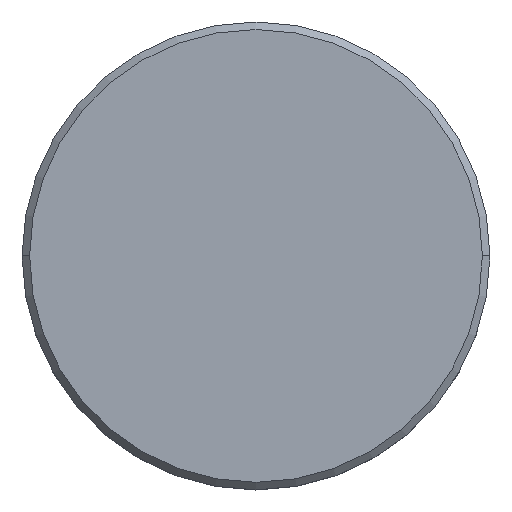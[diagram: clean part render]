
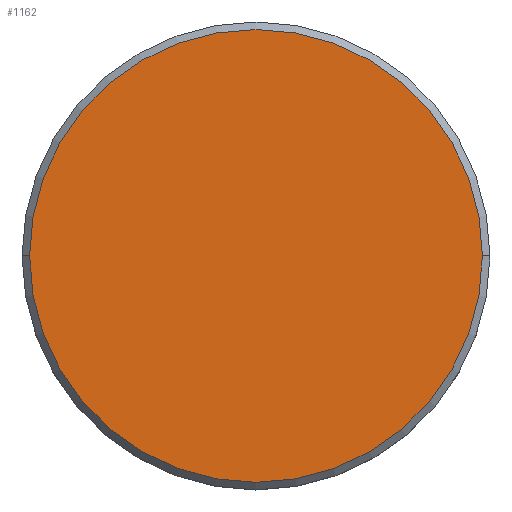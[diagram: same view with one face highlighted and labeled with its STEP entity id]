
A CAD part, top view. The second image highlights one B-rep face of the part: STEP entity #1162.
In plain terms, the highlighted planar face has unit normal (0, 0, 1).
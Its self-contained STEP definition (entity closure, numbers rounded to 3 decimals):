
#18 = CARTESIAN_POINT ( 'NONE',  ( 0., 0., 0. ) ) ;
#86 = DIRECTION ( 'NONE',  ( 0., 0., 1. ) ) ;
#118 = EDGE_LOOP ( 'NONE', ( #1127, #524 ) ) ;
#207 = DIRECTION ( 'NONE',  ( 1., 0., 0. ) ) ;
#217 = EDGE_CURVE ( 'NONE', #500, #657, #928, .T. ) ;
#249 = AXIS2_PLACEMENT_3D ( 'NONE', #655, #953, #207 ) ;
#388 = DIRECTION ( 'NONE',  ( 1., 0., 0. ) ) ;
#399 = PLANE ( 'NONE',  #514 ) ;
#451 = DIRECTION ( 'NONE',  ( 1., 0., 0. ) ) ;
#500 = VERTEX_POINT ( 'NONE', #1073 ) ;
#514 = AXIS2_PLACEMENT_3D ( 'NONE', #18, #660, #388 ) ;
#524 = ORIENTED_EDGE ( 'NONE', *, *, #217, .T. ) ;
#567 = AXIS2_PLACEMENT_3D ( 'NONE', #903, #86, #451 ) ;
#655 = CARTESIAN_POINT ( 'NONE',  ( 0., 0., 0. ) ) ;
#657 = VERTEX_POINT ( 'NONE', #1082 ) ;
#660 = DIRECTION ( 'NONE',  ( 0., 0., 1. ) ) ;
#673 = FACE_OUTER_BOUND ( 'NONE', #118, .T. ) ;
#681 = CIRCLE ( 'NONE', #249, 15. ) ;
#752 = EDGE_CURVE ( 'NONE', #657, #500, #681, .T. ) ;
#903 = CARTESIAN_POINT ( 'NONE',  ( 0., 0., 0. ) ) ;
#928 = CIRCLE ( 'NONE', #567, 15. ) ;
#953 = DIRECTION ( 'NONE',  ( 0., 0., 1. ) ) ;
#1073 = CARTESIAN_POINT ( 'NONE',  ( 15., 0., 0. ) ) ;
#1082 = CARTESIAN_POINT ( 'NONE',  ( -15., 0., 0. ) ) ;
#1127 = ORIENTED_EDGE ( 'NONE', *, *, #752, .T. ) ;
#1162 = ADVANCED_FACE ( 'NONE', ( #673 ), #399, .T. ) ;
